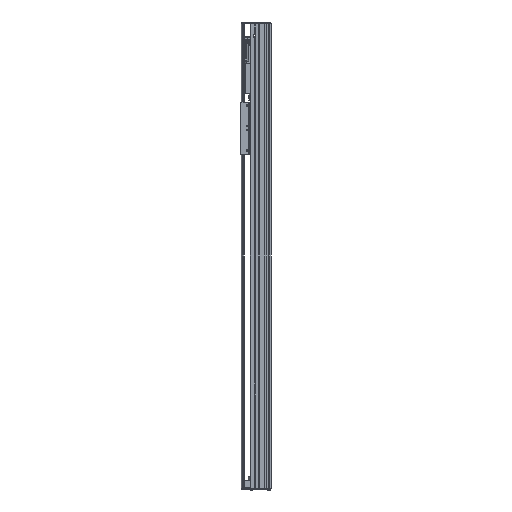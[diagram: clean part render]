
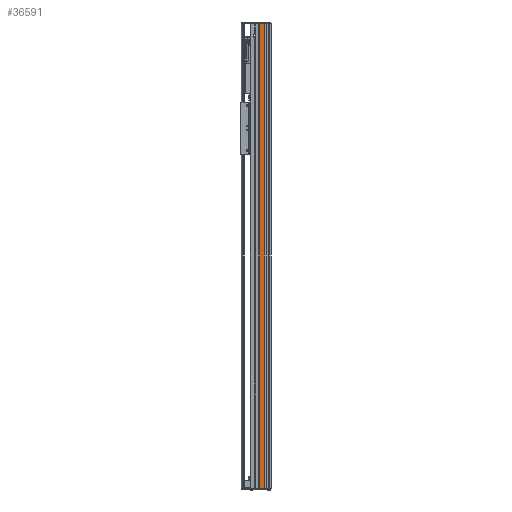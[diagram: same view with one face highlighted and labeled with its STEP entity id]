
A CAD part, left-side view. The second image highlights one B-rep face of the part: STEP entity #36591.
In plain terms, the highlighted planar face has unit normal (-1, 0, 0).
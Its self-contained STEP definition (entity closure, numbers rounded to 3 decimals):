
#1148 = CARTESIAN_POINT ( 'NONE',  ( -77.5, 32., -1335. ) ) ;
#1654 = DIRECTION ( 'NONE',  ( 0., -1., 0. ) ) ;
#2826 = DIRECTION ( 'NONE',  ( 0., -1., 0. ) ) ;
#10212 = DIRECTION ( 'NONE',  ( -1., 0., 0. ) ) ;
#11811 = EDGE_CURVE ( 'NONE', #48537, #43784, #14771, .T. ) ;
#13387 = CARTESIAN_POINT ( 'NONE',  ( -77.5, 17.75, -1335. ) ) ;
#14771 = LINE ( 'NONE', #34797, #38097 ) ;
#15374 = LINE ( 'NONE', #13387, #76937 ) ;
#23816 = FACE_OUTER_BOUND ( 'NONE', #70126, .T. ) ;
#25674 = ORIENTED_EDGE ( 'NONE', *, *, #56306, .T. ) ;
#26125 = VECTOR ( 'NONE', #1654, 1000. ) ;
#29551 = CARTESIAN_POINT ( 'NONE',  ( -77.5, 32., -1335. ) ) ;
#33063 = EDGE_CURVE ( 'NONE', #48537, #35177, #73738, .T. ) ;
#34797 = CARTESIAN_POINT ( 'NONE',  ( -77.5, 32., -1335. ) ) ;
#35177 = VERTEX_POINT ( 'NONE', #42244 ) ;
#36591 = ADVANCED_FACE ( 'NONE', ( #23816 ), #63368, .T. ) ;
#38097 = VECTOR ( 'NONE', #76520, 1000. ) ;
#39879 = CARTESIAN_POINT ( 'NONE',  ( -77.5, 32., -1335. ) ) ;
#42244 = CARTESIAN_POINT ( 'NONE',  ( -77.5, 17.75, -1335. ) ) ;
#43784 = VERTEX_POINT ( 'NONE', #53356 ) ;
#48537 = VERTEX_POINT ( 'NONE', #29551 ) ;
#49013 = DIRECTION ( 'NONE',  ( 0., 0., 1. ) ) ;
#49718 = ORIENTED_EDGE ( 'NONE', *, *, #11811, .F. ) ;
#51403 = LINE ( 'NONE', #74270, #65464 ) ;
#51841 = DIRECTION ( 'NONE',  ( 0., 0., 1. ) ) ;
#53356 = CARTESIAN_POINT ( 'NONE',  ( -77.5, 32., 0. ) ) ;
#53786 = CARTESIAN_POINT ( 'NONE',  ( -77.5, 17.75, 0. ) ) ;
#56306 = EDGE_CURVE ( 'NONE', #35177, #59748, #15374, .T. ) ;
#59409 = ORIENTED_EDGE ( 'NONE', *, *, #33063, .T. ) ;
#59748 = VERTEX_POINT ( 'NONE', #53786 ) ;
#63368 = PLANE ( 'NONE',  #68253 ) ;
#65464 = VECTOR ( 'NONE', #2826, 1000. ) ;
#67298 = ORIENTED_EDGE ( 'NONE', *, *, #69027, .F. ) ;
#68253 = AXIS2_PLACEMENT_3D ( 'NONE', #39879, #10212, #51841 ) ;
#69027 = EDGE_CURVE ( 'NONE', #43784, #59748, #51403, .T. ) ;
#70126 = EDGE_LOOP ( 'NONE', ( #67298, #49718, #59409, #25674 ) ) ;
#73738 = LINE ( 'NONE', #1148, #26125 ) ;
#74270 = CARTESIAN_POINT ( 'NONE',  ( -77.5, 32., 0. ) ) ;
#76520 = DIRECTION ( 'NONE',  ( 0., 0., 1. ) ) ;
#76937 = VECTOR ( 'NONE', #49013, 1000. ) ;
